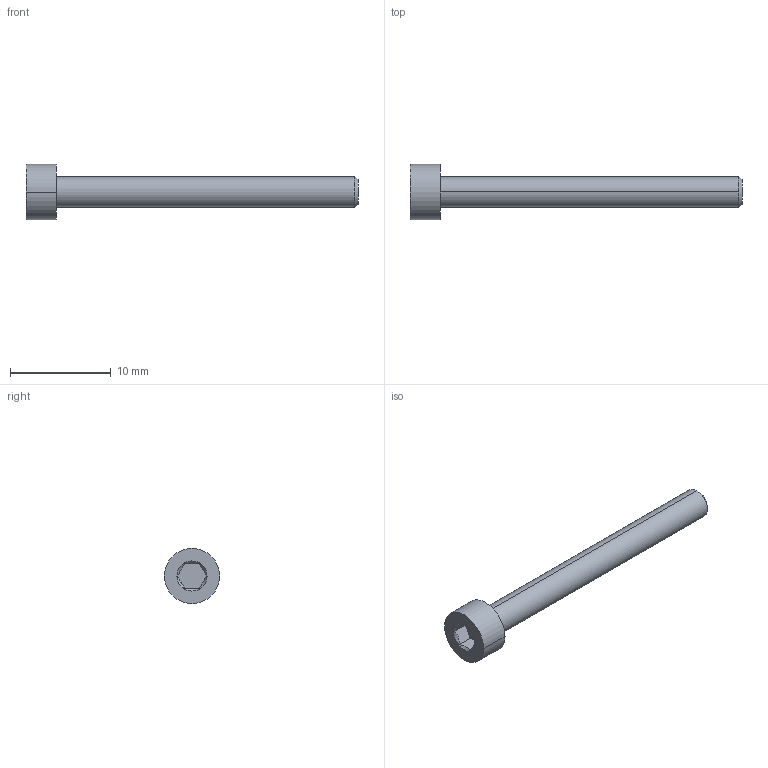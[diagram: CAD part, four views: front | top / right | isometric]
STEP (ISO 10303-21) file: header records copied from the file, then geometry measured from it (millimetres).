
FILE_DESCRIPTION (( 'STEP AP203' ), '1' );
FILE_NAME ('Socket Head Cap Screw M3.step', '2015-07-29T19:38:29', ( '' ), ( '' ), 'SwSTEP 2.0', 'SolidWorks 2014', '' );
FILE_SCHEMA (( 'CONFIG_CONTROL_DESIGN' ));
Length unit declared in the file: millimetre
Products named in the file (1): Socket Head Cap Screw M3
Bounding box: 33 x 5.5 x 5.5 mm (x, y, z)
Volume: 274.1 mm3; surface area: 393.3 mm2
Topology: 1 solids, 1 shells, 18 faces, 38 edges, 24 vertices
Faces by surface type: plane 10, cone 4, cylinder 4
Entity records: 593 total; most frequent: CARTESIAN_POINT 127, DIRECTION 82, ORIENTED_EDGE 76, EDGE_CURVE 38, AXIS2_PLACEMENT_3D 31, VERTEX_POINT 24, EDGE_LOOP 20, LINE 20
